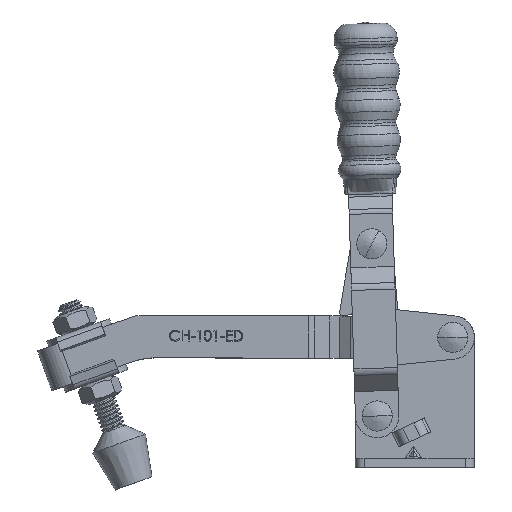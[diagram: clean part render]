
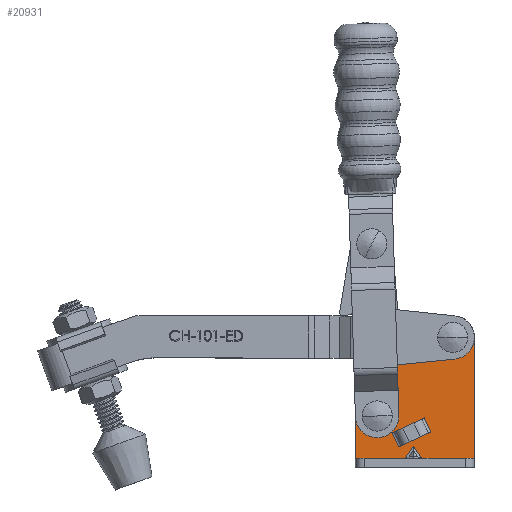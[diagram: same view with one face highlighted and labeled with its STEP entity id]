
A CAD part, top view. The second image highlights one B-rep face of the part: STEP entity #20931.
In plain terms, the highlighted planar face has unit normal (0, 0, 1).
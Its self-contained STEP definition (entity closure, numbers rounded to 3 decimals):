
#673 = VERTEX_POINT ( 'NONE', #30118 ) ;
#1093 = VERTEX_POINT ( 'NONE', #15333 ) ;
#1377 = ORIENTED_EDGE ( 'NONE', *, *, #33456, .F. ) ;
#1509 = EDGE_CURVE ( 'NONE', #13848, #4366, #23129, .T. ) ;
#1824 = ORIENTED_EDGE ( 'NONE', *, *, #15081, .F. ) ;
#1967 = VECTOR ( 'NONE', #17923, 1000. ) ;
#2001 = CARTESIAN_POINT ( 'NONE',  ( -20.671, 6.333, 3. ) ) ;
#2119 = VECTOR ( 'NONE', #31735, 1000. ) ;
#2319 = EDGE_LOOP ( 'NONE', ( #10508, #1824 ) ) ;
#2519 = VECTOR ( 'NONE', #16521, 1000. ) ;
#2903 = CARTESIAN_POINT ( 'NONE',  ( -32.2, 17., 3. ) ) ;
#3146 = EDGE_LOOP ( 'NONE', ( #32770, #3715, #27572, #11437 ) ) ;
#3434 = ORIENTED_EDGE ( 'NONE', *, *, #1509, .F. ) ;
#3471 = VERTEX_POINT ( 'NONE', #27016 ) ;
#3679 = VECTOR ( 'NONE', #27585, 1000. ) ;
#3715 = ORIENTED_EDGE ( 'NONE', *, *, #7898, .T. ) ;
#4218 = PLANE ( 'NONE',  #19644 ) ;
#4345 = VERTEX_POINT ( 'NONE', #34444 ) ;
#4353 = EDGE_CURVE ( 'NONE', #25866, #4366, #9547, .T. ) ;
#4366 = VERTEX_POINT ( 'NONE', #20620 ) ;
#4458 = LINE ( 'NONE', #30727, #31609 ) ;
#4792 = LINE ( 'NONE', #23749, #26275 ) ;
#5004 = CARTESIAN_POINT ( 'NONE',  ( 0., 43., 3. ) ) ;
#5032 = CARTESIAN_POINT ( 'NONE',  ( -12.39, 47.99, 3. ) ) ;
#5165 = CARTESIAN_POINT ( 'NONE',  ( -18.229, 4.212, 3. ) ) ;
#5367 = CIRCLE ( 'NONE', #9525, 7.2 ) ;
#5479 = AXIS2_PLACEMENT_3D ( 'NONE', #25004, #8208, #27823 ) ;
#5584 = VECTOR ( 'NONE', #20389, 1000. ) ;
#5693 = DIRECTION ( 'NONE',  ( 1., 0., 0. ) ) ;
#5771 = CARTESIAN_POINT ( 'NONE',  ( -4., 43., 3. ) ) ;
#6380 = CARTESIAN_POINT ( 'NONE',  ( -39.4, 0., 3. ) ) ;
#6426 = EDGE_CURVE ( 'NONE', #6670, #31296, #13833, .T. ) ;
#6670 = VERTEX_POINT ( 'NONE', #26186 ) ;
#6688 = CARTESIAN_POINT ( 'NONE',  ( -32.2, 17., 3. ) ) ;
#6694 = AXIS2_PLACEMENT_3D ( 'NONE', #29891, #13148, #32743 ) ;
#6881 = CARTESIAN_POINT ( 'NONE',  ( -7.2, 43., 3. ) ) ;
#6907 = CARTESIAN_POINT ( 'NONE',  ( 0., 3., 3. ) ) ;
#7003 = DIRECTION ( 'NONE',  ( 1., 0., 0. ) ) ;
#7194 = VECTOR ( 'NONE', #20613, 1000. ) ;
#7898 = EDGE_CURVE ( 'NONE', #30254, #36188, #21250, .T. ) ;
#8009 = LINE ( 'NONE', #6907, #14636 ) ;
#8208 = DIRECTION ( 'NONE',  ( 0., 0., 1. ) ) ;
#8673 = EDGE_CURVE ( 'NONE', #32708, #21112, #5367, .T. ) ;
#8765 = EDGE_CURVE ( 'NONE', #15604, #13058, #18546, .T. ) ;
#8955 = ORIENTED_EDGE ( 'NONE', *, *, #28629, .F. ) ;
#9169 = CARTESIAN_POINT ( 'NONE',  ( -23.028, 3., 3. ) ) ;
#9505 = DIRECTION ( 'NONE',  ( 1., 0., 0. ) ) ;
#9525 = AXIS2_PLACEMENT_3D ( 'NONE', #15981, #35578, #18799 ) ;
#9547 = LINE ( 'NONE', #6380, #2119 ) ;
#9970 = VERTEX_POINT ( 'NONE', #20852 ) ;
#10116 = CARTESIAN_POINT ( 'NONE',  ( -39.4, 17., 3. ) ) ;
#10508 = ORIENTED_EDGE ( 'NONE', *, *, #6426, .F. ) ;
#10890 = ORIENTED_EDGE ( 'NONE', *, *, #4353, .T. ) ;
#11316 = AXIS2_PLACEMENT_3D ( 'NONE', #2903, #22495, #5693 ) ;
#11437 = ORIENTED_EDGE ( 'NONE', *, *, #15291, .T. ) ;
#11896 = LINE ( 'NONE', #33106, #32460 ) ;
#12063 = LINE ( 'NONE', #15122, #1967 ) ;
#12161 = CARTESIAN_POINT ( 'NONE',  ( -14.39, 11.77, 3. ) ) ;
#12343 = VERTEX_POINT ( 'NONE', #26207 ) ;
#12768 = EDGE_LOOP ( 'NONE', ( #3434, #26300, #22844, #1377, #27546, #33934, #31748, #35160, #10890 ) ) ;
#13058 = VERTEX_POINT ( 'NONE', #18554 ) ;
#13148 = DIRECTION ( 'NONE',  ( 0., 0., 1. ) ) ;
#13208 = AXIS2_PLACEMENT_3D ( 'NONE', #15253, #34840, #18050 ) ;
#13833 = CIRCLE ( 'NONE', #5479, 3.2 ) ;
#13848 = VERTEX_POINT ( 'NONE', #9169 ) ;
#14636 = VECTOR ( 'NONE', #18053, 1000. ) ;
#15056 = CARTESIAN_POINT ( 'NONE',  ( -16.531, 16.362, 3. ) ) ;
#15081 = EDGE_CURVE ( 'NONE', #31296, #6670, #29371, .T. ) ;
#15122 = CARTESIAN_POINT ( 'NONE',  ( 0., 0., 3. ) ) ;
#15253 = CARTESIAN_POINT ( 'NONE',  ( -7.2, 43., 3. ) ) ;
#15291 = EDGE_CURVE ( 'NONE', #4345, #3471, #11896, .T. ) ;
#15333 = CARTESIAN_POINT ( 'NONE',  ( -35.4, 17., 3. ) ) ;
#15604 = VERTEX_POINT ( 'NONE', #27312 ) ;
#15981 = CARTESIAN_POINT ( 'NONE',  ( -7.2, 43., 3. ) ) ;
#16330 = DIRECTION ( 'NONE',  ( -0.423, 0.906, 0. ) ) ;
#16521 = DIRECTION ( 'NONE',  ( -1., 0., 0. ) ) ;
#16894 = FACE_BOUND ( 'NONE', #3146, .T. ) ;
#16970 = CIRCLE ( 'NONE', #11316, 3.2 ) ;
#17774 = FACE_OUTER_BOUND ( 'NONE', #12768, .T. ) ;
#17923 = DIRECTION ( 'NONE',  ( 0., 1., 0. ) ) ;
#17973 = VECTOR ( 'NONE', #21594, 1000. ) ;
#18050 = DIRECTION ( 'NONE',  ( 1., 0., 0. ) ) ;
#18053 = DIRECTION ( 'NONE',  ( -1., 0., 0. ) ) ;
#18546 = LINE ( 'NONE', #5165, #3679 ) ;
#18554 = CARTESIAN_POINT ( 'NONE',  ( -17.372, 3., 3. ) ) ;
#18799 = DIRECTION ( 'NONE',  ( 1., 0., 0. ) ) ;
#19644 = AXIS2_PLACEMENT_3D ( 'NONE', #6881, #23817, #7003 ) ;
#19815 = EDGE_CURVE ( 'NONE', #12343, #25866, #29639, .T. ) ;
#20389 = DIRECTION ( 'NONE',  ( -0.693, -0.721, 0. ) ) ;
#20613 = DIRECTION ( 'NONE',  ( 0.423, -0.906, 0. ) ) ;
#20620 = CARTESIAN_POINT ( 'NONE',  ( -39.4, 3., 3. ) ) ;
#20852 = CARTESIAN_POINT ( 'NONE',  ( 0., 3., 3. ) ) ;
#20931 = ADVANCED_FACE ( 'NONE', ( #24356, #34459, #17774, #16894 ), #4218, .T. ) ;
#21112 = VERTEX_POINT ( 'NONE', #5032 ) ;
#21250 = LINE ( 'NONE', #12161, #7194 ) ;
#21594 = DIRECTION ( 'NONE',  ( 0.577, 0.816, 0. ) ) ;
#22262 = EDGE_CURVE ( 'NONE', #9970, #32708, #12063, .T. ) ;
#22495 = DIRECTION ( 'NONE',  ( 0., 0., 1. ) ) ;
#22844 = ORIENTED_EDGE ( 'NONE', *, *, #8765, .T. ) ;
#23129 = LINE ( 'NONE', #24721, #2519 ) ;
#23749 = CARTESIAN_POINT ( 'NONE',  ( -15.181, 11.401, 3. ) ) ;
#23817 = DIRECTION ( 'NONE',  ( 0., 0., 1. ) ) ;
#23873 = DIRECTION ( 'NONE',  ( 0.906, 0.423, 0. ) ) ;
#24027 = ORIENTED_EDGE ( 'NONE', *, *, #25729, .F. ) ;
#24356 = FACE_BOUND ( 'NONE', #34303, .T. ) ;
#24541 = LINE ( 'NONE', #2001, #17973 ) ;
#24721 = CARTESIAN_POINT ( 'NONE',  ( 0., 3., 3. ) ) ;
#25004 = CARTESIAN_POINT ( 'NONE',  ( -7.2, 43., 3. ) ) ;
#25237 = EDGE_CURVE ( 'NONE', #30254, #3471, #4458, .T. ) ;
#25729 = EDGE_CURVE ( 'NONE', #1093, #673, #29375, .T. ) ;
#25866 = VERTEX_POINT ( 'NONE', #10116 ) ;
#26186 = CARTESIAN_POINT ( 'NONE',  ( -10.4, 43., 3. ) ) ;
#26207 = CARTESIAN_POINT ( 'NONE',  ( -37.39, 21.99, 3. ) ) ;
#26275 = VECTOR ( 'NONE', #23873, 1000. ) ;
#26292 = DIRECTION ( 'NONE',  ( 0., 0., 1. ) ) ;
#26300 = ORIENTED_EDGE ( 'NONE', *, *, #26373, .T. ) ;
#26373 = EDGE_CURVE ( 'NONE', #13848, #15604, #24541, .T. ) ;
#26971 = EDGE_CURVE ( 'NONE', #4345, #36188, #4792, .T. ) ;
#27016 = CARTESIAN_POINT ( 'NONE',  ( -27.229, 11.374, 3. ) ) ;
#27312 = CARTESIAN_POINT ( 'NONE',  ( -20.2, 7., 3. ) ) ;
#27476 = CARTESIAN_POINT ( 'NONE',  ( -14.39, 11.77, 3. ) ) ;
#27546 = ORIENTED_EDGE ( 'NONE', *, *, #22262, .T. ) ;
#27572 = ORIENTED_EDGE ( 'NONE', *, *, #26971, .F. ) ;
#27585 = DIRECTION ( 'NONE',  ( 0.577, -0.816, 0. ) ) ;
#27823 = DIRECTION ( 'NONE',  ( 1., 0., 0. ) ) ;
#27945 = LINE ( 'NONE', #34322, #5584 ) ;
#28629 = EDGE_CURVE ( 'NONE', #673, #1093, #16970, .T. ) ;
#29371 = CIRCLE ( 'NONE', #13208, 3.2 ) ;
#29375 = CIRCLE ( 'NONE', #33793, 3.2 ) ;
#29590 = EDGE_CURVE ( 'NONE', #21112, #12343, #27945, .T. ) ;
#29639 = CIRCLE ( 'NONE', #6694, 7.2 ) ;
#29891 = CARTESIAN_POINT ( 'NONE',  ( -32.2, 17., 3. ) ) ;
#30118 = CARTESIAN_POINT ( 'NONE',  ( -29., 17., 3. ) ) ;
#30254 = VERTEX_POINT ( 'NONE', #15056 ) ;
#30727 = CARTESIAN_POINT ( 'NONE',  ( -26.438, 11.742, 3. ) ) ;
#30845 = DIRECTION ( 'NONE',  ( -0.906, -0.423, 0. ) ) ;
#31296 = VERTEX_POINT ( 'NONE', #5771 ) ;
#31609 = VECTOR ( 'NONE', #30845, 1000. ) ;
#31735 = DIRECTION ( 'NONE',  ( 0., -1., 0. ) ) ;
#31748 = ORIENTED_EDGE ( 'NONE', *, *, #29590, .T. ) ;
#32460 = VECTOR ( 'NONE', #16330, 1000. ) ;
#32708 = VERTEX_POINT ( 'NONE', #5004 ) ;
#32743 = DIRECTION ( 'NONE',  ( 1., 0., 0. ) ) ;
#32770 = ORIENTED_EDGE ( 'NONE', *, *, #25237, .F. ) ;
#33106 = CARTESIAN_POINT ( 'NONE',  ( -27.229, 11.374, 3. ) ) ;
#33456 = EDGE_CURVE ( 'NONE', #9970, #13058, #8009, .T. ) ;
#33793 = AXIS2_PLACEMENT_3D ( 'NONE', #6688, #26292, #9505 ) ;
#33934 = ORIENTED_EDGE ( 'NONE', *, *, #8673, .T. ) ;
#34303 = EDGE_LOOP ( 'NONE', ( #24027, #8955 ) ) ;
#34322 = CARTESIAN_POINT ( 'NONE',  ( -37.39, 21.99, 3. ) ) ;
#34444 = CARTESIAN_POINT ( 'NONE',  ( -25.088, 6.781, 3. ) ) ;
#34459 = FACE_BOUND ( 'NONE', #2319, .T. ) ;
#34840 = DIRECTION ( 'NONE',  ( 0., 0., 1. ) ) ;
#35160 = ORIENTED_EDGE ( 'NONE', *, *, #19815, .T. ) ;
#35578 = DIRECTION ( 'NONE',  ( 0., 0., 1. ) ) ;
#36188 = VERTEX_POINT ( 'NONE', #27476 ) ;
